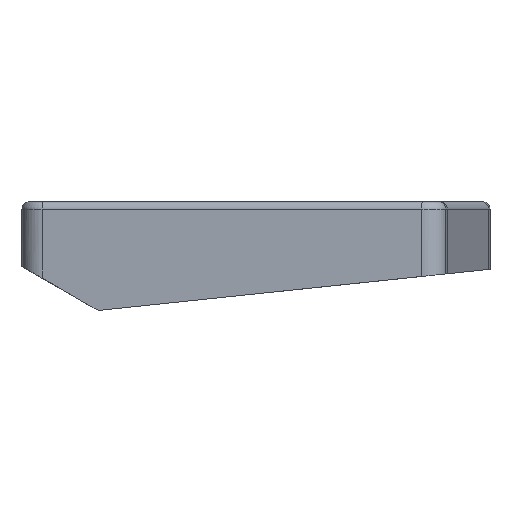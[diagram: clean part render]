
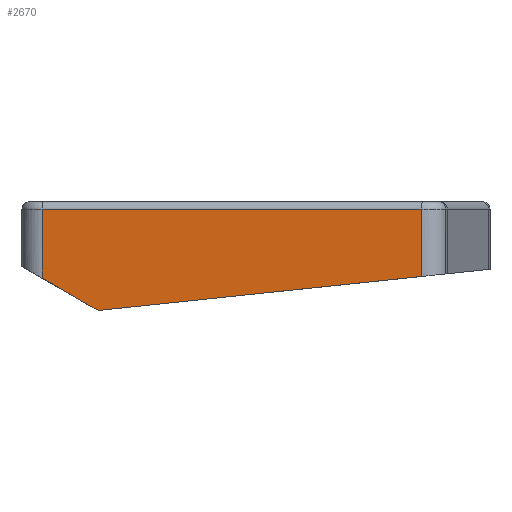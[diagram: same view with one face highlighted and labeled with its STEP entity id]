
A CAD part, left-side view. The second image highlights one B-rep face of the part: STEP entity #2670.
In plain terms, the highlighted planar face has unit normal (-0.996, 0.094, 0).
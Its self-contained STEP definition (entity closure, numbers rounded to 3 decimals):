
#32 = PLANE('',#33);
#33 = AXIS2_PLACEMENT_3D('',#34,#35,#36);
#34 = CARTESIAN_POINT('',(185.,54.031,-14.537));
#35 = DIRECTION('',(0.,0.5,-0.866));
#36 = DIRECTION('',(0.,0.866,0.5));
#479 = VERTEX_POINT('',#480);
#480 = CARTESIAN_POINT('',(-175.053,54.594,
    -14.212));
#494 = CYLINDRICAL_SURFACE('',#495,2.);
#495 = AXIS2_PLACEMENT_3D('',#496,#497,#498);
#496 = CARTESIAN_POINT('',(-173.097,53.594,
    -12.48));
#497 = DIRECTION('',(-1.,0.,0.));
#498 = DIRECTION('',(0.,0.5,-0.866));
#506 = EDGE_CURVE('',#479,#507,#509,.T.);
#507 = VERTEX_POINT('',#508);
#508 = CARTESIAN_POINT('',(-173.675,69.233,
    -5.76));
#509 = SURFACE_CURVE('',#510,(#514,#521),.PCURVE_S1.);
#510 = LINE('',#511,#512);
#511 = CARTESIAN_POINT('',(-176.657,37.545,
    -24.055));
#512 = VECTOR('',#513,1.);
#513 = DIRECTION('',(0.081,0.863,0.498));
#514 = PCURVE('',#32,#515);
#515 = DEFINITIONAL_REPRESENTATION('',(#516),#520);
#516 = LINE('',#517,#518);
#517 = CARTESIAN_POINT('',(-19.037,-361.657));
#518 = VECTOR('',#519,1.);
#519 = DIRECTION('',(0.997,0.081));
#520 = ( GEOMETRIC_REPRESENTATION_CONTEXT(2) 
PARAMETRIC_REPRESENTATION_CONTEXT() REPRESENTATION_CONTEXT('2D SPACE',''
  ) );
#521 = PCURVE('',#522,#527);
#522 = PLANE('',#523);
#523 = AXIS2_PLACEMENT_3D('',#524,#525,#526);
#524 = CARTESIAN_POINT('',(-183.979,-40.289,14.945));
#525 = DIRECTION('',(0.996,-0.094,0.));
#526 = DIRECTION('',(0.094,0.996,0.));
#527 = DEFINITIONAL_REPRESENTATION('',(#528),#532);
#528 = LINE('',#529,#530);
#529 = CARTESIAN_POINT('',(78.178,-39.));
#530 = VECTOR('',#531,1.);
#531 = DIRECTION('',(0.867,0.498));
#532 = ( GEOMETRIC_REPRESENTATION_CONTEXT(2) 
PARAMETRIC_REPRESENTATION_CONTEXT() REPRESENTATION_CONTEXT('2D SPACE',''
  ) );
#555 = CYLINDRICAL_SURFACE('',#556,6.);
#556 = AXIS2_PLACEMENT_3D('',#557,#558,#559);
#557 = CARTESIAN_POINT('',(-167.702,68.671,14.945));
#558 = DIRECTION('',(0.,0.,-1.));
#559 = DIRECTION('',(0.,1.,0.));
#923 = PLANE('',#924);
#924 = AXIS2_PLACEMENT_3D('',#925,#926,#927);
#925 = CARTESIAN_POINT('',(185.,-58.36,-2.724));
#926 = DIRECTION('',(0.,-0.105,-0.995));
#927 = DIRECTION('',(0.,0.995,-0.105));
#2572 = VERTEX_POINT('',#2573);
#2573 = CARTESIAN_POINT('',(-173.675,69.233,12.945));
#2600 = EDGE_CURVE('',#2572,#507,#2601,.T.);
#2601 = SURFACE_CURVE('',#2602,(#2606,#2613),.PCURVE_S1.);
#2602 = LINE('',#2603,#2604);
#2603 = CARTESIAN_POINT('',(-173.675,69.233,14.945));
#2604 = VECTOR('',#2605,1.);
#2605 = DIRECTION('',(0.,0.,-1.));
#2606 = PCURVE('',#555,#2607);
#2607 = DEFINITIONAL_REPRESENTATION('',(#2608),#2612);
#2608 = LINE('',#2609,#2610);
#2609 = CARTESIAN_POINT('',(-1.477,0.));
#2610 = VECTOR('',#2611,1.);
#2611 = DIRECTION('',(-0.,1.));
#2612 = ( GEOMETRIC_REPRESENTATION_CONTEXT(2) 
PARAMETRIC_REPRESENTATION_CONTEXT() REPRESENTATION_CONTEXT('2D SPACE',''
  ) );
#2613 = PCURVE('',#522,#2614);
#2614 = DEFINITIONAL_REPRESENTATION('',(#2615),#2619);
#2615 = LINE('',#2616,#2617);
#2616 = CARTESIAN_POINT('',(110.006,0.));
#2617 = VECTOR('',#2618,1.);
#2618 = DIRECTION('',(0.,-1.));
#2619 = ( GEOMETRIC_REPRESENTATION_CONTEXT(2) 
PARAMETRIC_REPRESENTATION_CONTEXT() REPRESENTATION_CONTEXT('2D SPACE',''
  ) );
#2670 = ADVANCED_FACE('',(#2671),#522,.F.);
#2671 = FACE_BOUND('',#2672,.F.);
#2672 = EDGE_LOOP('',(#2673,#2698,#2727,#2728,#2729,#2757));
#2673 = ORIENTED_EDGE('',*,*,#2674,.T.);
#2674 = EDGE_CURVE('',#2675,#2677,#2679,.T.);
#2675 = VERTEX_POINT('',#2676);
#2676 = CARTESIAN_POINT('',(-183.362,-33.727,
    -5.313));
#2677 = VERTEX_POINT('',#2678);
#2678 = CARTESIAN_POINT('',(-175.167,53.385,
    -14.469));
#2679 = SURFACE_CURVE('',#2680,(#2684,#2691),.PCURVE_S1.);
#2680 = LINE('',#2681,#2682);
#2681 = CARTESIAN_POINT('',(-183.316,-33.236,
    -5.365));
#2682 = VECTOR('',#2683,1.);
#2683 = DIRECTION('',(0.093,0.99,-0.104)
  );
#2684 = PCURVE('',#522,#2685);
#2685 = DEFINITIONAL_REPRESENTATION('',(#2686),#2690);
#2686 = LINE('',#2687,#2688);
#2687 = CARTESIAN_POINT('',(7.084,-20.31));
#2688 = VECTOR('',#2689,1.);
#2689 = DIRECTION('',(0.995,-0.104));
#2690 = ( GEOMETRIC_REPRESENTATION_CONTEXT(2) 
PARAMETRIC_REPRESENTATION_CONTEXT() REPRESENTATION_CONTEXT('2D SPACE',''
  ) );
#2691 = PCURVE('',#923,#2692);
#2692 = DEFINITIONAL_REPRESENTATION('',(#2693),#2697);
#2693 = LINE('',#2694,#2695);
#2694 = CARTESIAN_POINT('',(25.262,-368.316));
#2695 = VECTOR('',#2696,1.);
#2696 = DIRECTION('',(0.996,0.093));
#2697 = ( GEOMETRIC_REPRESENTATION_CONTEXT(2) 
PARAMETRIC_REPRESENTATION_CONTEXT() REPRESENTATION_CONTEXT('2D SPACE',''
  ) );
#2698 = ORIENTED_EDGE('',*,*,#2699,.F.);
#2699 = EDGE_CURVE('',#479,#2677,#2700,.T.);
#2700 = SURFACE_CURVE('',#2701,(#2706,#2717),.PCURVE_S1.);
#2701 = ELLIPSE('',#2702,2.009,2.);
#2702 = AXIS2_PLACEMENT_3D('',#2703,#2704,#2705);
#2703 = CARTESIAN_POINT('',(-175.147,53.594,
    -12.48));
#2704 = DIRECTION('',(-0.996,0.094,0.));
#2705 = DIRECTION('',(-0.094,-0.996,0.));
#2706 = PCURVE('',#522,#2707);
#2707 = DEFINITIONAL_REPRESENTATION('',(#2708),#2716);
#2708 = ( BOUNDED_CURVE() B_SPLINE_CURVE(2,(#2709,#2710,#2711,#2712,
#2713,#2714,#2715),.UNSPECIFIED.,.T.,.F.) B_SPLINE_CURVE_WITH_KNOTS((1,2
    ,2,2,2,1),(-2.094,0.,2.094,4.189,
6.283,8.378),.UNSPECIFIED.) CURVE() 
GEOMETRIC_REPRESENTATION_ITEM() RATIONAL_B_SPLINE_CURVE((1.,0.5,1.,0.5,
1.,0.5,1.)) REPRESENTATION_ITEM('') );
#2709 = CARTESIAN_POINT('',(92.289,-27.425));
#2710 = CARTESIAN_POINT('',(92.289,-23.961));
#2711 = CARTESIAN_POINT('',(95.302,-25.693));
#2712 = CARTESIAN_POINT('',(98.315,-27.425));
#2713 = CARTESIAN_POINT('',(95.302,-29.157));
#2714 = CARTESIAN_POINT('',(92.289,-30.889));
#2715 = CARTESIAN_POINT('',(92.289,-27.425));
#2716 = ( GEOMETRIC_REPRESENTATION_CONTEXT(2) 
PARAMETRIC_REPRESENTATION_CONTEXT() REPRESENTATION_CONTEXT('2D SPACE',''
  ) );
#2717 = PCURVE('',#494,#2718);
#2718 = DEFINITIONAL_REPRESENTATION('',(#2719),#2726);
#2719 = B_SPLINE_CURVE_WITH_KNOTS('',5,(#2720,#2721,#2722,#2723,#2724,
    #2725),.UNSPECIFIED.,.F.,.F.,(6,6),(4.189,4.817),
  .PIECEWISE_BEZIER_KNOTS.);
#2720 = CARTESIAN_POINT('',(0.,1.956));
#2721 = CARTESIAN_POINT('',(0.126,1.976));
#2722 = CARTESIAN_POINT('',(0.251,1.999));
#2723 = CARTESIAN_POINT('',(0.377,2.022));
#2724 = CARTESIAN_POINT('',(0.503,2.046));
#2725 = CARTESIAN_POINT('',(0.628,2.07));
#2726 = ( GEOMETRIC_REPRESENTATION_CONTEXT(2) 
PARAMETRIC_REPRESENTATION_CONTEXT() REPRESENTATION_CONTEXT('2D SPACE',''
  ) );
#2727 = ORIENTED_EDGE('',*,*,#506,.T.);
#2728 = ORIENTED_EDGE('',*,*,#2600,.F.);
#2729 = ORIENTED_EDGE('',*,*,#2730,.F.);
#2730 = EDGE_CURVE('',#2731,#2572,#2733,.T.);
#2731 = VERTEX_POINT('',#2732);
#2732 = CARTESIAN_POINT('',(-183.362,-33.727,12.945));
#2733 = SURFACE_CURVE('',#2734,(#2738,#2745),.PCURVE_S1.);
#2734 = LINE('',#2735,#2736);
#2735 = CARTESIAN_POINT('',(-183.362,-33.727,12.945));
#2736 = VECTOR('',#2737,1.);
#2737 = DIRECTION('',(0.094,0.996,0.));
#2738 = PCURVE('',#522,#2739);
#2739 = DEFINITIONAL_REPRESENTATION('',(#2740),#2744);
#2740 = LINE('',#2741,#2742);
#2741 = CARTESIAN_POINT('',(6.591,-2.));
#2742 = VECTOR('',#2743,1.);
#2743 = DIRECTION('',(1.,0.));
#2744 = ( GEOMETRIC_REPRESENTATION_CONTEXT(2) 
PARAMETRIC_REPRESENTATION_CONTEXT() REPRESENTATION_CONTEXT('2D SPACE',''
  ) );
#2745 = PCURVE('',#2746,#2751);
#2746 = CYLINDRICAL_SURFACE('',#2747,2.);
#2747 = AXIS2_PLACEMENT_3D('',#2748,#2749,#2750);
#2748 = CARTESIAN_POINT('',(-181.371,-33.915,12.945));
#2749 = DIRECTION('',(0.094,0.996,0.));
#2750 = DIRECTION('',(0.,0.,1.));
#2751 = DEFINITIONAL_REPRESENTATION('',(#2752),#2756);
#2752 = LINE('',#2753,#2754);
#2753 = CARTESIAN_POINT('',(-1.571,0.));
#2754 = VECTOR('',#2755,1.);
#2755 = DIRECTION('',(-0.,1.));
#2756 = ( GEOMETRIC_REPRESENTATION_CONTEXT(2) 
PARAMETRIC_REPRESENTATION_CONTEXT() REPRESENTATION_CONTEXT('2D SPACE',''
  ) );
#2757 = ORIENTED_EDGE('',*,*,#2758,.T.);
#2758 = EDGE_CURVE('',#2731,#2675,#2759,.T.);
#2759 = SURFACE_CURVE('',#2760,(#2764,#2771),.PCURVE_S1.);
#2760 = LINE('',#2761,#2762);
#2761 = CARTESIAN_POINT('',(-183.362,-33.727,14.945));
#2762 = VECTOR('',#2763,1.);
#2763 = DIRECTION('',(0.,0.,-1.));
#2764 = PCURVE('',#522,#2765);
#2765 = DEFINITIONAL_REPRESENTATION('',(#2766),#2770);
#2766 = LINE('',#2767,#2768);
#2767 = CARTESIAN_POINT('',(6.591,0.));
#2768 = VECTOR('',#2769,1.);
#2769 = DIRECTION('',(0.,-1.));
#2770 = ( GEOMETRIC_REPRESENTATION_CONTEXT(2) 
PARAMETRIC_REPRESENTATION_CONTEXT() REPRESENTATION_CONTEXT('2D SPACE',''
  ) );
#2771 = PCURVE('',#2772,#2777);
#2772 = CYLINDRICAL_SURFACE('',#2773,6.);
#2773 = AXIS2_PLACEMENT_3D('',#2774,#2775,#2776);
#2774 = CARTESIAN_POINT('',(-177.388,-34.289,14.945));
#2775 = DIRECTION('',(0.,0.,-1.));
#2776 = DIRECTION('',(-0.996,0.094,
    0.));
#2777 = DEFINITIONAL_REPRESENTATION('',(#2778),#2782);
#2778 = LINE('',#2779,#2780);
#2779 = CARTESIAN_POINT('',(-0.,0.));
#2780 = VECTOR('',#2781,1.);
#2781 = DIRECTION('',(-0.,1.));
#2782 = ( GEOMETRIC_REPRESENTATION_CONTEXT(2) 
PARAMETRIC_REPRESENTATION_CONTEXT() REPRESENTATION_CONTEXT('2D SPACE',''
  ) );
